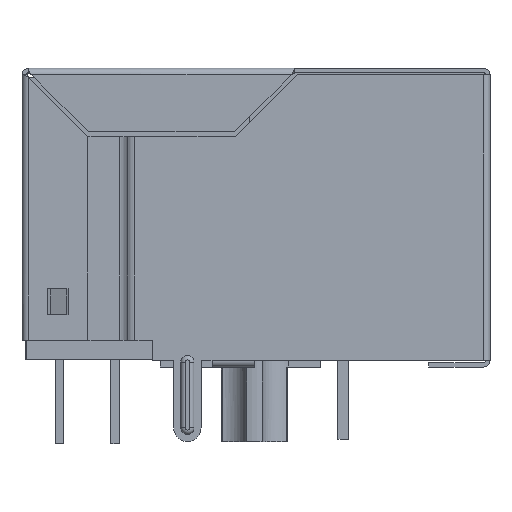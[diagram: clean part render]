
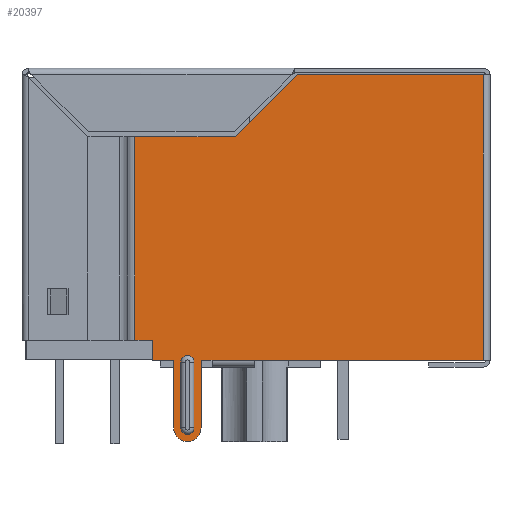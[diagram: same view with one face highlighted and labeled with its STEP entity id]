
A CAD part, left-side view. The second image highlights one B-rep face of the part: STEP entity #20397.
In plain terms, the highlighted face is planar.
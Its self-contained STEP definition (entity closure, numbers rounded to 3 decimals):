
#662=CIRCLE('',#21293,0.3);
#663=CIRCLE('',#21296,0.3);
#668=CIRCLE('',#21311,0.625);
#4763=ORIENTED_EDGE('',*,*,#7335,.T.);
#4764=ORIENTED_EDGE('',*,*,#7026,.T.);
#4765=ORIENTED_EDGE('',*,*,#7023,.T.);
#4766=ORIENTED_EDGE('',*,*,#7019,.T.);
#4767=ORIENTED_EDGE('',*,*,#7336,.T.);
#4768=ORIENTED_EDGE('',*,*,#6283,.T.);
#4769=ORIENTED_EDGE('',*,*,#7337,.T.);
#4770=ORIENTED_EDGE('',*,*,#7316,.T.);
#4771=ORIENTED_EDGE('',*,*,#7338,.T.);
#4772=ORIENTED_EDGE('',*,*,#7329,.T.);
#4773=ORIENTED_EDGE('',*,*,#7326,.T.);
#4774=ORIENTED_EDGE('',*,*,#7290,.T.);
#4775=ORIENTED_EDGE('',*,*,#7324,.T.);
#4776=ORIENTED_EDGE('',*,*,#7321,.T.);
#4777=ORIENTED_EDGE('',*,*,#7000,.F.);
#4778=ORIENTED_EDGE('',*,*,#6999,.F.);
#4779=ORIENTED_EDGE('',*,*,#6997,.F.);
#4780=ORIENTED_EDGE('',*,*,#6995,.F.);
#6283=EDGE_CURVE('',#8090,#8092,#9706,.T.);
#6995=EDGE_CURVE('',#8567,#8566,#10013,.T.);
#6997=EDGE_CURVE('',#8566,#8568,#662,.T.);
#6999=EDGE_CURVE('',#8568,#8569,#10016,.T.);
#7000=EDGE_CURVE('',#8569,#8567,#663,.T.);
#7019=EDGE_CURVE('',#8582,#8583,#10031,.T.);
#7023=EDGE_CURVE('',#8586,#8582,#668,.T.);
#7026=EDGE_CURVE('',#8588,#8586,#10036,.T.);
#7290=EDGE_CURVE('',#8755,#8757,#10230,.T.);
#7316=EDGE_CURVE('',#8776,#8774,#10247,.T.);
#7321=EDGE_CURVE('',#8781,#8780,#10251,.T.);
#7324=EDGE_CURVE('',#8757,#8781,#10254,.T.);
#7326=EDGE_CURVE('',#8783,#8755,#10256,.T.);
#7329=EDGE_CURVE('',#8785,#8783,#10259,.T.);
#7335=EDGE_CURVE('',#8780,#8588,#10265,.T.);
#7336=EDGE_CURVE('',#8583,#8090,#10266,.T.);
#7337=EDGE_CURVE('',#8092,#8776,#10267,.T.);
#7338=EDGE_CURVE('',#8774,#8785,#10268,.T.);
#8090=VERTEX_POINT('',#27297);
#8092=VERTEX_POINT('',#27301);
#8566=VERTEX_POINT('',#30525);
#8567=VERTEX_POINT('',#30527);
#8568=VERTEX_POINT('',#30531);
#8569=VERTEX_POINT('',#30535);
#8582=VERTEX_POINT('',#30579);
#8583=VERTEX_POINT('',#30580);
#8586=VERTEX_POINT('',#30588);
#8588=VERTEX_POINT('',#30594);
#8755=VERTEX_POINT('',#31311);
#8757=VERTEX_POINT('',#31315);
#8774=VERTEX_POINT('',#31366);
#8776=VERTEX_POINT('',#31369);
#8780=VERTEX_POINT('',#31378);
#8781=VERTEX_POINT('',#31380);
#8783=VERTEX_POINT('',#31389);
#8785=VERTEX_POINT('',#31395);
#9706=LINE('',#27302,#11217);
#10013=LINE('',#30528,#11524);
#10016=LINE('',#30536,#11527);
#10031=LINE('',#30578,#11542);
#10036=LINE('',#30593,#11547);
#10230=LINE('',#31316,#11741);
#10247=LINE('',#31368,#11758);
#10251=LINE('',#31379,#11762);
#10254=LINE('',#31384,#11765);
#10256=LINE('',#31388,#11767);
#10259=LINE('',#31394,#11770);
#10265=LINE('',#31403,#11776);
#10266=LINE('',#31404,#11777);
#10267=LINE('',#31405,#11778);
#10268=LINE('',#31406,#11779);
#11217=VECTOR('',#23473,1000.);
#11524=VECTOR('',#24394,1000.);
#11527=VECTOR('',#24403,1000.);
#11542=VECTOR('',#24448,1000.);
#11547=VECTOR('',#24461,1000.);
#11741=VECTOR('',#24917,1000.);
#11758=VECTOR('',#24968,1000.);
#11762=VECTOR('',#24976,1000.);
#11765=VECTOR('',#24981,1000.);
#11767=VECTOR('',#24985,1000.);
#11770=VECTOR('',#24990,1000.);
#11776=VECTOR('',#25000,1000.);
#11777=VECTOR('',#25001,1000.);
#11778=VECTOR('',#25002,1000.);
#11779=VECTOR('',#25003,1000.);
#12685=EDGE_LOOP('',(#4763,#4764,#4765,#4766,#4767,#4768,#4769,#4770,#4771,
#4772,#4773,#4774,#4775,#4776));
#12686=EDGE_LOOP('',(#4777,#4778,#4779,#4780));
#13598=FACE_BOUND('',#12685,.T.);
#13599=FACE_BOUND('',#12686,.T.);
#14247=PLANE('',#21468);
#20397=ADVANCED_FACE('',(#13598,#13599),#14247,.T.);
#21293=AXIS2_PLACEMENT_3D('',#30532,#24398,#24399);
#21296=AXIS2_PLACEMENT_3D('',#30538,#24406,#24407);
#21311=AXIS2_PLACEMENT_3D('',#30587,#24454,#24455);
#21468=AXIS2_PLACEMENT_3D('',#31402,#24998,#24999);
#23473=DIRECTION('',(1.,0.,0.));
#24394=DIRECTION('',(0.,0.,-1.));
#24398=DIRECTION('',(0.,1.,0.));
#24399=DIRECTION('',(-1.,0.,0.));
#24403=DIRECTION('',(0.,0.,1.));
#24406=DIRECTION('',(0.,1.,0.));
#24407=DIRECTION('',(-1.,0.,0.));
#24448=DIRECTION('',(0.,0.,-1.));
#24454=DIRECTION('',(0.,1.,0.));
#24455=DIRECTION('',(-1.,0.,0.));
#24461=DIRECTION('',(0.,0.,1.));
#24917=DIRECTION('',(0.,0.,1.));
#24968=DIRECTION('',(0.,0.,-1.));
#24976=DIRECTION('',(0.,0.,1.));
#24981=DIRECTION('',(1.,0.,0.));
#24985=DIRECTION('',(-1.,0.,0.));
#24990=DIRECTION('',(-0.707,0.,0.707));
#24998=DIRECTION('',(0.,1.,0.));
#24999=DIRECTION('',(-1.,0.,0.));
#25000=DIRECTION('',(1.,0.,0.));
#25001=DIRECTION('',(1.,0.,0.));
#25002=DIRECTION('',(1.,0.,0.));
#25003=DIRECTION('',(-1.,0.,0.));
#27297=CARTESIAN_POINT('',(-2.005,7.95,6.515));
#27301=CARTESIAN_POINT('',(-0.075,7.95,6.515));
#27302=CARTESIAN_POINT('',(-2.005,7.95,6.515));
#30525=CARTESIAN_POINT('',(-2.83,7.95,6.59));
#30527=CARTESIAN_POINT('',(-2.83,7.95,9.59));
#30528=CARTESIAN_POINT('',(-2.83,7.95,0.));
#30531=CARTESIAN_POINT('',(-3.43,7.95,6.59));
#30532=CARTESIAN_POINT('',(-3.13,7.95,6.59));
#30535=CARTESIAN_POINT('',(-3.43,7.95,9.59));
#30536=CARTESIAN_POINT('',(-3.43,7.95,0.));
#30538=CARTESIAN_POINT('',(-3.13,7.95,9.59));
#30578=CARTESIAN_POINT('',(-2.505,7.95,9.59));
#30579=CARTESIAN_POINT('',(-2.505,7.95,9.59));
#30580=CARTESIAN_POINT('',(-2.505,7.95,6.515));
#30587=CARTESIAN_POINT('',(-3.13,7.95,9.59));
#30588=CARTESIAN_POINT('',(-3.755,7.95,9.59));
#30593=CARTESIAN_POINT('',(-3.755,7.95,6.515));
#30594=CARTESIAN_POINT('',(-3.755,7.95,6.515));
#31311=CARTESIAN_POINT('',(-5.525,7.95,-3.685));
#31315=CARTESIAN_POINT('',(-5.525,7.95,5.585));
#31316=CARTESIAN_POINT('',(-5.525,7.95,-3.685));
#31366=CARTESIAN_POINT('',(10.375,7.95,-6.515));
#31368=CARTESIAN_POINT('',(10.375,7.95,6.515));
#31369=CARTESIAN_POINT('',(10.375,7.95,6.515));
#31378=CARTESIAN_POINT('',(-4.725,7.95,6.515));
#31379=CARTESIAN_POINT('',(-4.725,7.95,5.585));
#31380=CARTESIAN_POINT('',(-4.725,7.95,5.585));
#31384=CARTESIAN_POINT('',(-5.525,7.95,5.585));
#31388=CARTESIAN_POINT('',(-0.955,7.95,-3.685));
#31389=CARTESIAN_POINT('',(-0.955,7.95,-3.685));
#31394=CARTESIAN_POINT('',(1.875,7.95,-6.515));
#31395=CARTESIAN_POINT('',(1.875,7.95,-6.515));
#31402=CARTESIAN_POINT('',(0.,7.95,0.));
#31403=CARTESIAN_POINT('',(10.505,7.95,6.515));
#31404=CARTESIAN_POINT('',(10.505,7.95,6.515));
#31405=CARTESIAN_POINT('',(10.505,7.95,6.515));
#31406=CARTESIAN_POINT('',(10.505,7.95,-6.515));
